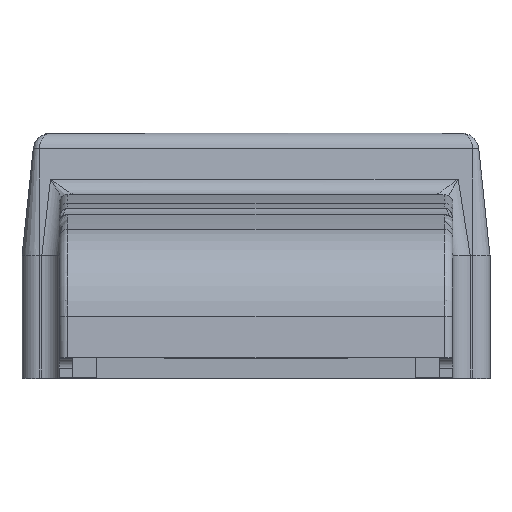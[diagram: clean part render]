
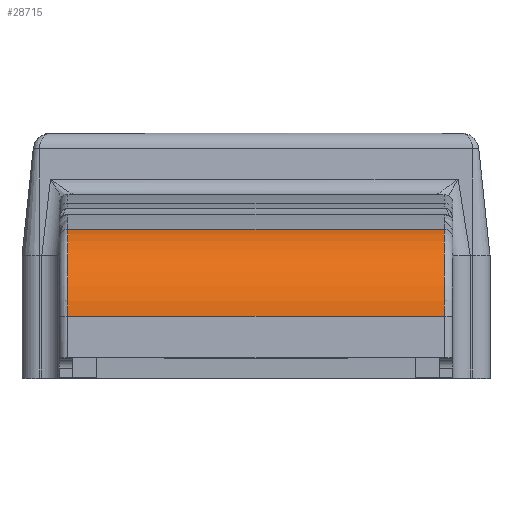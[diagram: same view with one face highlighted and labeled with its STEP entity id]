
A CAD part, top view. The second image highlights one B-rep face of the part: STEP entity #28715.
In plain terms, the highlighted cylindrical face has radius 21.918 mm (diameter 43.835 mm), a partial arc.
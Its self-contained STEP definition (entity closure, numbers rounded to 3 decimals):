
#1339 = DIRECTION ( 'NONE',  ( -1., 0., 0. ) ) ;
#1910 = CARTESIAN_POINT ( 'NONE',  ( -43., 33.853, 126. ) ) ;
#2950 = VERTEX_POINT ( 'NONE', #18686 ) ;
#3113 = VECTOR ( 'NONE', #4814, 1000. ) ;
#3484 = DIRECTION ( 'NONE',  ( -1., 0., 0. ) ) ;
#4814 = DIRECTION ( 'NONE',  ( -1., 0., 0. ) ) ;
#5805 = CYLINDRICAL_SURFACE ( 'NONE', #17358, 21.918 ) ;
#5828 = VERTEX_POINT ( 'NONE', #10868 ) ;
#6535 = FACE_OUTER_BOUND ( 'NONE', #15096, .T. ) ;
#7591 = ORIENTED_EDGE ( 'NONE', *, *, #19166, .T. ) ;
#8683 = VERTEX_POINT ( 'NONE', #1910 ) ;
#8933 = VECTOR ( 'NONE', #10717, 1000. ) ;
#8949 = AXIS2_PLACEMENT_3D ( 'NONE', #15680, #1339, #18075 ) ;
#9379 = CARTESIAN_POINT ( 'NONE',  ( -43., 12.494, 121.086 ) ) ;
#10717 = DIRECTION ( 'NONE',  ( -1., 0., 0. ) ) ;
#10868 = CARTESIAN_POINT ( 'NONE',  ( 43., 14.012, 142.951 ) ) ;
#11687 = ORIENTED_EDGE ( 'NONE', *, *, #30369, .T. ) ;
#11820 = DIRECTION ( 'NONE',  ( 0., 0., -1. ) ) ;
#11953 = EDGE_CURVE ( 'NONE', #2950, #8683, #15833, .T. ) ;
#14092 = ORIENTED_EDGE ( 'NONE', *, *, #22725, .F. ) ;
#14332 = CARTESIAN_POINT ( 'NONE',  ( 136.148, 33.853, 126. ) ) ;
#15096 = EDGE_LOOP ( 'NONE', ( #14092, #11687, #24215, #7591 ) ) ;
#15322 = LINE ( 'NONE', #15562, #8933 ) ;
#15562 = CARTESIAN_POINT ( 'NONE',  ( 136.148, 14.012, 142.951 ) ) ;
#15680 = CARTESIAN_POINT ( 'NONE',  ( 43., 12.494, 121.086 ) ) ;
#15744 = CARTESIAN_POINT ( 'NONE',  ( -43., 14.012, 142.951 ) ) ;
#15754 = VERTEX_POINT ( 'NONE', #15744 ) ;
#15833 = LINE ( 'NONE', #14332, #3113 ) ;
#17358 = AXIS2_PLACEMENT_3D ( 'NONE', #22611, #3484, #17800 ) ;
#17800 = DIRECTION ( 'NONE',  ( 0., 0., 1. ) ) ;
#18075 = DIRECTION ( 'NONE',  ( 0., 0., -1. ) ) ;
#18686 = CARTESIAN_POINT ( 'NONE',  ( 43., 33.853, 126. ) ) ;
#19166 = EDGE_CURVE ( 'NONE', #8683, #15754, #24955, .T. ) ;
#21013 = CIRCLE ( 'NONE', #8949, 21.918 ) ;
#22611 = CARTESIAN_POINT ( 'NONE',  ( 136.148, 12.494, 121.086 ) ) ;
#22725 = EDGE_CURVE ( 'NONE', #5828, #15754, #15322, .T. ) ;
#24215 = ORIENTED_EDGE ( 'NONE', *, *, #11953, .T. ) ;
#24955 = CIRCLE ( 'NONE', #27837, 21.918 ) ;
#26065 = DIRECTION ( 'NONE',  ( 1., 0., 0. ) ) ;
#27837 = AXIS2_PLACEMENT_3D ( 'NONE', #9379, #26065, #11820 ) ;
#28715 = ADVANCED_FACE ( 'NONE', ( #6535 ), #5805, .T. ) ;
#30369 = EDGE_CURVE ( 'NONE', #5828, #2950, #21013, .T. ) ;
